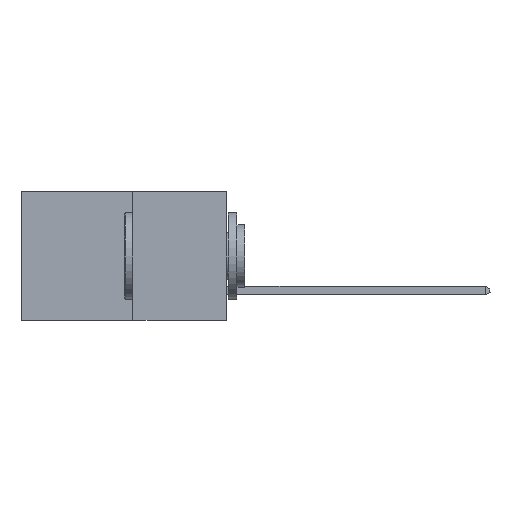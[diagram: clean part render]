
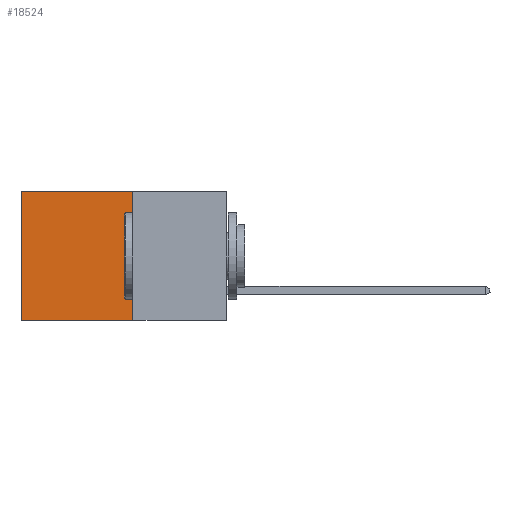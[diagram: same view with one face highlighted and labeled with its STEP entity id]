
A CAD part, left-side view. The second image highlights one B-rep face of the part: STEP entity #18524.
In plain terms, the highlighted planar face has unit normal (-1, 0, 0).
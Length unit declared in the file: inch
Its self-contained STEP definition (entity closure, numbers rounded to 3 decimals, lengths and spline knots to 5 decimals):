
#731 = ORIENTED_EDGE ( 'NONE', *, *, #3255, .T. ) ;
#781 = VECTOR ( 'NONE', #18946, 39.37008 ) ;
#1035 = CARTESIAN_POINT ( 'NONE',  ( 0.277, 0.27, -0.37 ) ) ;
#1392 = LINE ( 'NONE', #11424, #15037 ) ;
#2127 = EDGE_CURVE ( 'NONE', #14176, #19276, #20748, .T. ) ;
#2257 = VECTOR ( 'NONE', #9116, 39.37008 ) ;
#2971 = CARTESIAN_POINT ( 'NONE',  ( 0.277, 0.27, -0.37 ) ) ;
#3147 = AXIS2_PLACEMENT_3D ( 'NONE', #9955, #22440, #11710 ) ;
#3255 = EDGE_CURVE ( 'NONE', #14176, #19878, #1392, .T. ) ;
#4529 = ORIENTED_EDGE ( 'NONE', *, *, #2127, .F. ) ;
#4562 = PLANE ( 'NONE',  #3147 ) ;
#6488 = CARTESIAN_POINT ( 'NONE',  ( 0.277, 0.59, -0.37 ) ) ;
#7530 = CARTESIAN_POINT ( 'NONE',  ( 0.277, 0.27, 0. ) ) ;
#9116 = DIRECTION ( 'NONE',  ( 0., 0., -1. ) ) ;
#9955 = CARTESIAN_POINT ( 'NONE',  ( 0.277, 0.27, -0.37 ) ) ;
#11315 = DIRECTION ( 'NONE',  ( 0., 1., 0. ) ) ;
#11384 = LINE ( 'NONE', #1035, #781 ) ;
#11424 = CARTESIAN_POINT ( 'NONE',  ( 0.277, 0.27, 0. ) ) ;
#11710 = DIRECTION ( 'NONE',  ( 0., 0., -1. ) ) ;
#12619 = VERTEX_POINT ( 'NONE', #6488 ) ;
#12921 = EDGE_CURVE ( 'NONE', #19878, #12619, #20712, .T. ) ;
#14176 = VERTEX_POINT ( 'NONE', #7530 ) ;
#14358 = CARTESIAN_POINT ( 'NONE',  ( 0.277, 0.59, -0.37 ) ) ;
#15037 = VECTOR ( 'NONE', #11315, 39.37008 ) ;
#15934 = VECTOR ( 'NONE', #18987, 39.37008 ) ;
#16933 = ORIENTED_EDGE ( 'NONE', *, *, #12921, .T. ) ;
#17136 = CARTESIAN_POINT ( 'NONE',  ( 0.277, 0.59, 0. ) ) ;
#18524 = ADVANCED_FACE ( 'NONE', ( #19819 ), #4562, .F. ) ;
#18538 = EDGE_CURVE ( 'NONE', #19276, #12619, #11384, .T. ) ;
#18924 = ORIENTED_EDGE ( 'NONE', *, *, #18538, .F. ) ;
#18946 = DIRECTION ( 'NONE',  ( 0., 1., 0. ) ) ;
#18987 = DIRECTION ( 'NONE',  ( 0., 0., -1. ) ) ;
#19276 = VERTEX_POINT ( 'NONE', #2971 ) ;
#19819 = FACE_OUTER_BOUND ( 'NONE', #22014, .T. ) ;
#19878 = VERTEX_POINT ( 'NONE', #17136 ) ;
#20712 = LINE ( 'NONE', #14358, #2257 ) ;
#20748 = LINE ( 'NONE', #20869, #15934 ) ;
#20869 = CARTESIAN_POINT ( 'NONE',  ( 0.277, 0.27, -0.37 ) ) ;
#22014 = EDGE_LOOP ( 'NONE', ( #16933, #18924, #4529, #731 ) ) ;
#22440 = DIRECTION ( 'NONE',  ( 1., 0., 0. ) ) ;
